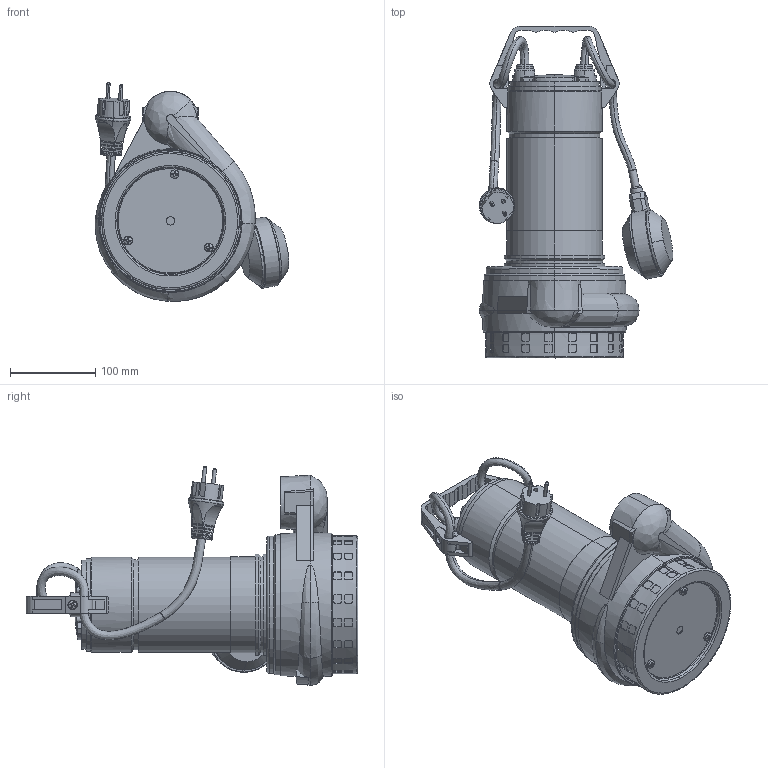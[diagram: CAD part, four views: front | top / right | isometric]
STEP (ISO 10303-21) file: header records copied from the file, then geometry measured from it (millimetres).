
FILE_DESCRIPTION (( 'STEP AP214' ), '1' );
FILE_NAME ('4_93_432_02_REV00.step', '2021-12-06T15:15:12', ( '' ), ( '' ), 'SwSTEP 2.0', 'SolidWorks 2020', '' );
FILE_SCHEMA (( 'AUTOMOTIVE_DESIGN' ));
Length unit declared in the file: millimetre
Products named in the file (3): 3_92_128_semplificato_Cavo doppio; Copia di 70142^4_93_432_02_REV00; 4_93_432_02_REV00
Assembly tree (2 placements, depth 2):
  4_93_432_02_REV00
    Copia di 70142^4_93_432_02_REV00
    3_92_128_semplificato_Cavo doppio
Bounding box: 227.7 x 390.2 x 257.23 mm (x, y, z)
Volume: 5541771.9 mm3; surface area: 513195.3 mm2
Topology: 35 solids, 35 shells, 1499 faces, 3842 edges, 2494 vertices
Faces by surface type: plane 743, cylinder 497, cone 130, bspline 72, torus 33, sphere 24
Entity records: 73924 total; most frequent: CARTESIAN_POINT 37688, ORIENTED_EDGE 7664, DIRECTION 7147, EDGE_CURVE 3832, AXIS2_PLACEMENT_3D 2623, VERTEX_POINT 2494, LINE 1901, VECTOR 1901
